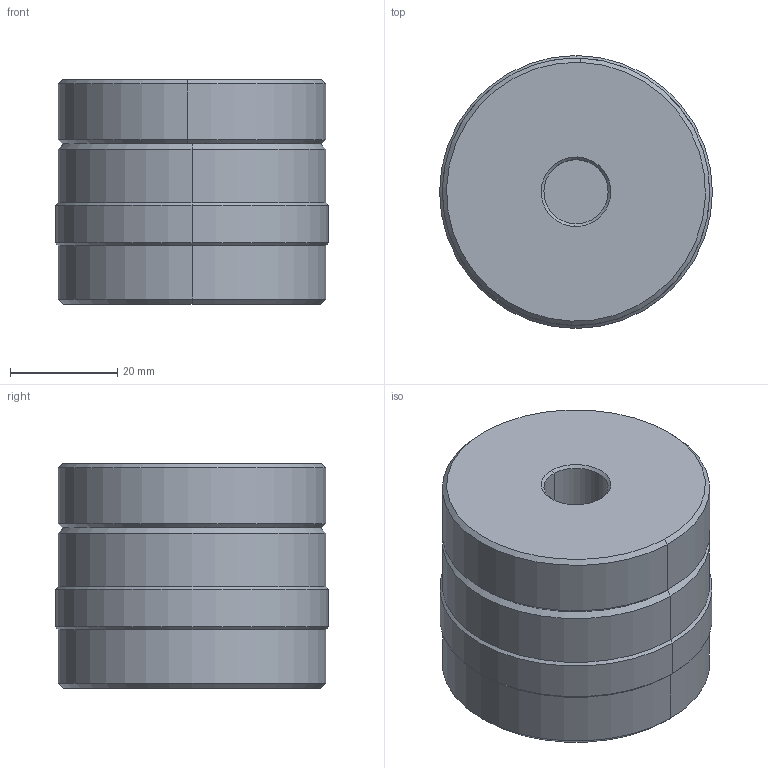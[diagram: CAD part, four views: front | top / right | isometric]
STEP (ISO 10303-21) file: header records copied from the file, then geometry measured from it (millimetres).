
FILE_DESCRIPTION (( 'STEP AP203' ), '1' );
FILE_NAME ('bj334-50042.STEP', '2021-10-25T01:23:41', ( '' ), ( '' ), 'SwSTEP 2.0', 'SolidWorks 2020', '' );
FILE_SCHEMA (( 'CONFIG_CONTROL_DESIGN' ));
Length unit declared in the file: millimetre
Products named in the file (3): bj334-50042_01; bj334-50042_02; bj334-50042
Assembly tree (2 placements, depth 2):
  bj334-50042
    bj334-50042_01
    bj334-50042_02
Bounding box: 51 x 51 x 42 mm (x, y, z)
Volume: 75591.7 mm3; surface area: 19391.8 mm2
Topology: 2 solids, 2 shells, 42 faces, 82 edges, 48 vertices
Faces by surface type: cylinder 18, cone 16, plane 8
Entity records: 1383 total; most frequent: DIRECTION 224, CARTESIAN_POINT 177, ORIENTED_EDGE 164, AXIS2_PLACEMENT_3D 95, EDGE_CURVE 82, EDGE_LOOP 48, CIRCLE 48, VERTEX_POINT 48
